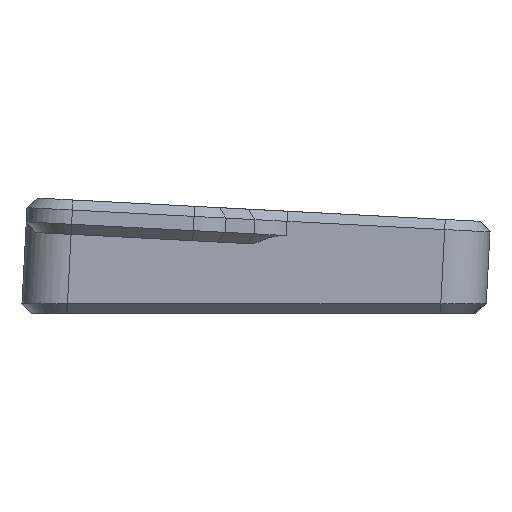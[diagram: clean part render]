
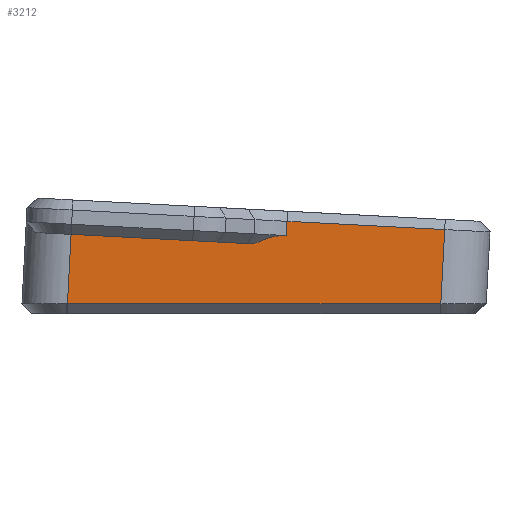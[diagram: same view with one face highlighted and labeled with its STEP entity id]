
A CAD part, left-side view. The second image highlights one B-rep face of the part: STEP entity #3212.
In plain terms, the highlighted planar face has unit normal (-1, 0, 0).
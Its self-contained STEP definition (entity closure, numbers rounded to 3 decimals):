
#17=B_SPLINE_CURVE_WITH_KNOTS('',3,(#5112,#5113,#5114,#5115),
 .UNSPECIFIED.,.F.,.F.,(4,4),(1.559,1.571),
 .UNSPECIFIED.);
#42=(
BOUNDED_CURVE()
B_SPLINE_CURVE(2,(#5025,#5026,#5027),.UNSPECIFIED.,.F.,.F.)
B_SPLINE_CURVE_WITH_KNOTS((3,3),(0.,0.35),.UNSPECIFIED.)
CURVE()
GEOMETRIC_REPRESENTATION_ITEM()
RATIONAL_B_SPLINE_CURVE((1.,1.414,1.))
REPRESENTATION_ITEM('')
);
#43=(
BOUNDED_CURVE()
B_SPLINE_CURVE(2,(#5123,#5124,#5125),.UNSPECIFIED.,.F.,.F.)
B_SPLINE_CURVE_WITH_KNOTS((3,3),(0.669,1.338),
 .UNSPECIFIED.)
CURVE()
GEOMETRIC_REPRESENTATION_ITEM()
RATIONAL_B_SPLINE_CURVE((1.,1.054,1.))
REPRESENTATION_ITEM('')
);
#140=PLANE('',#3496);
#268=FACE_OUTER_BOUND('',#466,.T.);
#466=EDGE_LOOP('',(#2450,#2451,#2452,#2453,#2454,#2455,#2456,#2457,#2458,
#2459,#2460,#2461,#2462));
#721=LINE('',#5105,#1033);
#722=LINE('',#5108,#1034);
#723=LINE('',#5110,#1035);
#724=LINE('',#5117,#1036);
#725=LINE('',#5119,#1037);
#726=LINE('',#5121,#1038);
#727=LINE('',#5126,#1039);
#728=LINE('',#5128,#1040);
#729=LINE('',#5130,#1041);
#730=LINE('',#5131,#1042);
#1033=VECTOR('',#4095,10.);
#1034=VECTOR('',#4098,10.);
#1035=VECTOR('',#4099,10.);
#1036=VECTOR('',#4100,10.);
#1037=VECTOR('',#4101,10.);
#1038=VECTOR('',#4102,10.);
#1039=VECTOR('',#4103,10.);
#1040=VECTOR('',#4104,10.);
#1041=VECTOR('',#4105,10.);
#1042=VECTOR('',#4106,10.);
#1480=VERTEX_POINT('',#5023);
#1481=VERTEX_POINT('',#5024);
#1497=VERTEX_POINT('',#5096);
#1498=VERTEX_POINT('',#5103);
#1499=VERTEX_POINT('',#5107);
#1500=VERTEX_POINT('',#5109);
#1501=VERTEX_POINT('',#5111);
#1502=VERTEX_POINT('',#5116);
#1503=VERTEX_POINT('',#5118);
#1504=VERTEX_POINT('',#5120);
#1505=VERTEX_POINT('',#5122);
#1506=VERTEX_POINT('',#5127);
#1507=VERTEX_POINT('',#5129);
#1825=EDGE_CURVE('',#1480,#1481,#42,.F.);
#1851=EDGE_CURVE('',#1498,#1497,#721,.T.);
#1852=EDGE_CURVE('',#1499,#1498,#722,.T.);
#1853=EDGE_CURVE('',#1500,#1499,#723,.T.);
#1854=EDGE_CURVE('',#1501,#1500,#17,.T.);
#1855=EDGE_CURVE('',#1502,#1501,#724,.T.);
#1856=EDGE_CURVE('',#1503,#1502,#725,.T.);
#1857=EDGE_CURVE('',#1504,#1503,#726,.T.);
#1858=EDGE_CURVE('',#1505,#1504,#43,.F.);
#1859=EDGE_CURVE('',#1505,#1481,#727,.T.);
#1860=EDGE_CURVE('',#1506,#1480,#728,.T.);
#1861=EDGE_CURVE('',#1507,#1506,#729,.T.);
#1862=EDGE_CURVE('',#1497,#1507,#730,.T.);
#2450=ORIENTED_EDGE('',*,*,#1851,.F.);
#2451=ORIENTED_EDGE('',*,*,#1852,.F.);
#2452=ORIENTED_EDGE('',*,*,#1853,.F.);
#2453=ORIENTED_EDGE('',*,*,#1854,.F.);
#2454=ORIENTED_EDGE('',*,*,#1855,.F.);
#2455=ORIENTED_EDGE('',*,*,#1856,.F.);
#2456=ORIENTED_EDGE('',*,*,#1857,.F.);
#2457=ORIENTED_EDGE('',*,*,#1858,.F.);
#2458=ORIENTED_EDGE('',*,*,#1859,.T.);
#2459=ORIENTED_EDGE('',*,*,#1825,.F.);
#2460=ORIENTED_EDGE('',*,*,#1860,.F.);
#2461=ORIENTED_EDGE('',*,*,#1861,.F.);
#2462=ORIENTED_EDGE('',*,*,#1862,.F.);
#3212=ADVANCED_FACE('',(#268),#140,.T.);
#3496=AXIS2_PLACEMENT_3D('',#5106,#4096,#4097);
#4095=DIRECTION('',(0.,0.999,0.052));
#4096=DIRECTION('center_axis',(-1.,0.,0.));
#4097=DIRECTION('ref_axis',(0.,-0.999,-0.052));
#4098=DIRECTION('',(0.,-0.052,0.999));
#4099=DIRECTION('',(0.,1.,0.));
#4100=DIRECTION('',(0.,0.052,-0.999));
#4101=DIRECTION('',(0.,-0.999,-0.052));
#4102=DIRECTION('',(0.,-0.052,0.999));
#4103=DIRECTION('',(0.,0.999,0.052));
#4104=DIRECTION('',(0.,0.052,-0.999));
#4105=DIRECTION('',(0.,-0.999,-0.052));
#4106=DIRECTION('',(0.,-0.052,0.999));
#5023=CARTESIAN_POINT('',(3.805,45.528,16.166));
#5024=CARTESIAN_POINT('',(3.805,42.808,14.021));
#5025=CARTESIAN_POINT('Ctrl Pts',(3.805,42.808,14.021));
#5026=CARTESIAN_POINT('Ctrl Pts',(3.805,44.822,16.129));
#5027=CARTESIAN_POINT('Ctrl Pts',(3.805,45.528,16.166));
#5096=CARTESIAN_POINT('',(3.805,73.076,17.61));
#5103=CARTESIAN_POINT('',(3.805,72.077,17.558));
#5105=CARTESIAN_POINT('',(3.805,69.106,17.402));
#5106=CARTESIAN_POINT('Origin',(3.805,81.757,4.815));
#5107=CARTESIAN_POINT('',(3.805,72.904,1.788));
#5108=CARTESIAN_POINT('',(3.805,72.77,4.344));
#5109=CARTESIAN_POINT('',(3.805,-1.043,1.788));
#5110=CARTESIAN_POINT('',(3.805,58.87,1.788));
#5111=CARTESIAN_POINT('',(3.805,-1.148,1.788));
#5112=CARTESIAN_POINT('Ctrl Pts',(3.805,-1.148,1.788));
#5113=CARTESIAN_POINT('Ctrl Pts',(3.805,-1.113,1.788));
#5114=CARTESIAN_POINT('Ctrl Pts',(3.805,-1.078,1.788));
#5115=CARTESIAN_POINT('Ctrl Pts',(3.805,-1.043,1.788));
#5116=CARTESIAN_POINT('',(3.805,-1.92,16.511));
#5117=CARTESIAN_POINT('',(3.805,-1.079,0.473));
#5118=CARTESIAN_POINT('',(3.805,29.36,18.151));
#5119=CARTESIAN_POINT('',(3.805,57.961,19.65));
#5120=CARTESIAN_POINT('',(3.805,29.508,15.327));
#5121=CARTESIAN_POINT('',(3.805,29.728,11.13));
#5122=CARTESIAN_POINT('',(3.805,35.929,13.66));
#5123=CARTESIAN_POINT('Ctrl Pts',(3.805,29.508,15.327));
#5124=CARTESIAN_POINT('Ctrl Pts',(3.805,32.35,15.476));
#5125=CARTESIAN_POINT('Ctrl Pts',(3.805,35.929,13.66));
#5126=CARTESIAN_POINT('',(3.805,69.211,15.405));
#5127=CARTESIAN_POINT('',(3.805,45.38,18.99));
#5128=CARTESIAN_POINT('',(3.805,45.748,11.97));
#5129=CARTESIAN_POINT('',(3.805,72.928,20.434));
#5130=CARTESIAN_POINT('',(3.805,57.961,19.65));
#5131=CARTESIAN_POINT('',(3.805,73.296,13.414));
